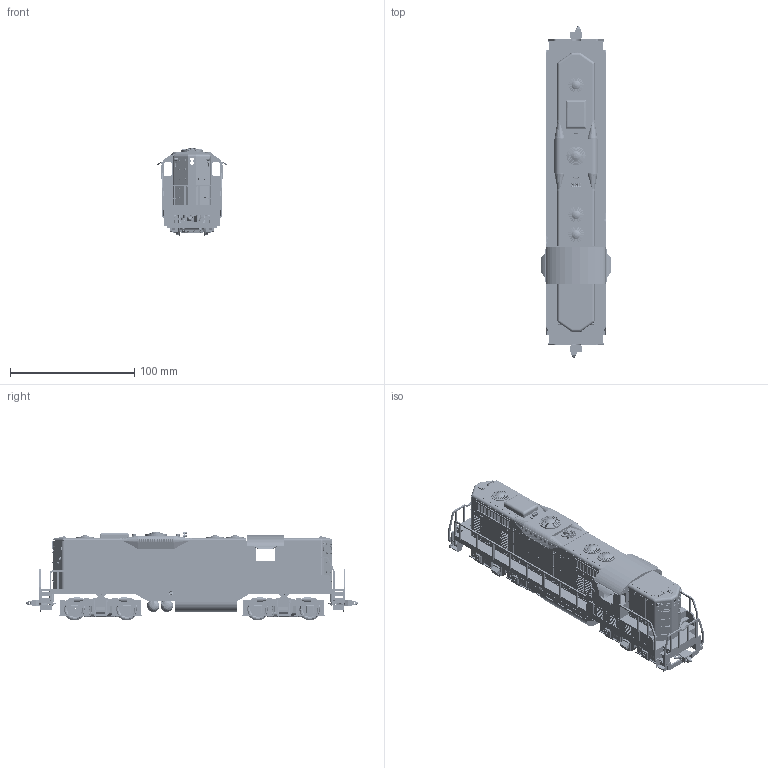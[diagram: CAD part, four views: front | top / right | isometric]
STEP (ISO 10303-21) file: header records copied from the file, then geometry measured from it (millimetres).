
FILE_DESCRIPTION(/* description */ (''),/* implementation_level */ '2;1');
FILE_NAME(/* name */ 'GP7 v57.step',/* time_stamp */ '2023-01-18T13:08:05+05:30',/* author */ (''),/* organization */ (''),/* preprocessor_version */ 'ST-DEVELOPER v19.2',/* originating_system */ 'Autodesk Translation Framework v11.17.0.187',/* authorisation */ '');
FILE_SCHEMA (('AUTOMOTIVE_DESIGN { 1 0 10303 214 3 1 1 }'));
Products named in the file (101): GP7; Bogie; Bogie EMD Locomotive N20 v2; Bogie (1); wheels; Wheel; Brake Rotor; Axle; Wheel (1); Wheel (2); Wheel (3); Axle(Mirror); frame; Frame Drive; Swivel Joint; Gears; Bevel Gear v1; Gear 10 T; Gear 12 T; N20 Motor; N20 gear motor v3; motor; plate 1; bush 1; plate 2; bush2; plate 3; shaft; pin 1; pin 2; pin 3; N20 gear motor v3 (1); motor (1); plate 1 (1); bush 1 (1); plate 2 (1); bush2 (1); plate 3 (1); shaft (1); pin 1 (1) ...
Assembly tree (121 placements, depth 7):
  GP7
    Bogie
      Bogie EMD Locomotive N20 v2
        Bogie (1)
          wheels
            Wheel
            Brake Rotor  x2
            Axle
            Wheel (1)
            Wheel (2)
            Wheel (3)
            Axle(Mirror)
          frame
            Frame Drive
            Swivel Joint
          Gears
            Bevel Gear v1
              Gear 10 T  x2
              Gear 12 T
        N20 Motor
          N20 gear motor v3
            motor
            plate 1
            bush 1  x2
            plate 2
            bush2  x2
            plate 3
            shaft
            pin 1
            pin 2
            pin 3
          N20 gear motor v3 (1)
            motor (1)
            plate 1 (1)
            bush 1 (1)  x2
            plate 2 (1)
            bush2 (1)  x2
            plate 3 (1)
            shaft (1)
            pin 1 (1)
            pin 2 (1)
            pin 3 (1)
      Bogie EMD Locomotive N20 v2 (1)
        Bogie (2)
          wheels (1)
            Wheel (4)
            Brake Rotor (1)  x2
            Axle (1)
            Wheel (1) (1)
            Wheel (2) (1)
            Wheel (3) (1)
            Axle(Mirror) (1)
          frame (1)
            Frame Drive (1)
            Swivel Joint (1)
          Gears (1)
            Bevel Gear v1 (1)
              Gear 10 T (1)  x2
              Gear 12 T (1)
        N20 Motor (1)
Bounding box: 56 x 267.39 x 71.61 mm (x, y, z)
Volume: 146353.1 mm3; surface area: 168470.7 mm2
Topology: 136 solids, 136 shells, 9845 faces, 26482 edges, 17431 vertices
Faces by surface type: plane 7285, cylinder 1399, bspline 714, cone 348, torus 73, sphere 26
Full cylindrical faces by diameter (mm): 0.75 x36, 1 x12, 1.2 x15, 1.48 x158, 1.5 x24, 1.75 x12, 1.9 x20, 2 x203, 2.1 x2, 2.2 x22, 2.3 x12, 3 x26, 3.2 x2, 3.5 x2, 3.8 x16, 4 x34, 4.2 x2, 5 x6, 7 x20, 10 x2, 12 x4, 14.2 x3, 14.6 x3, 17.6 x1, 18 x17
Entity records: 278396 total; most frequent: CARTESIAN_POINT 60665, ORIENTED_EDGE 45682, DIRECTION 42186, EDGE_CURVE 22841, LINE 18682, VECTOR 18682, VERTEX_POINT 15039, AXIS2_PLACEMENT_3D 11752
